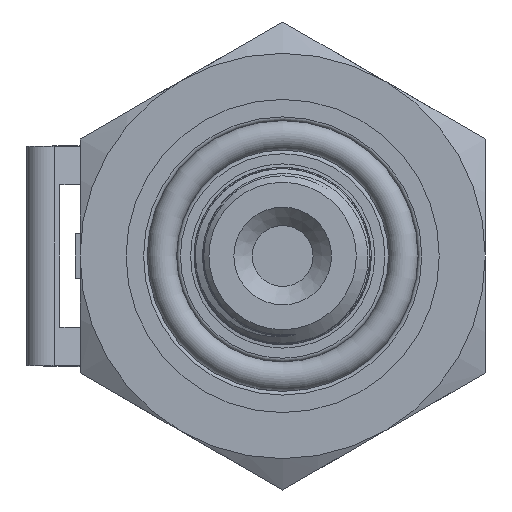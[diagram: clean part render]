
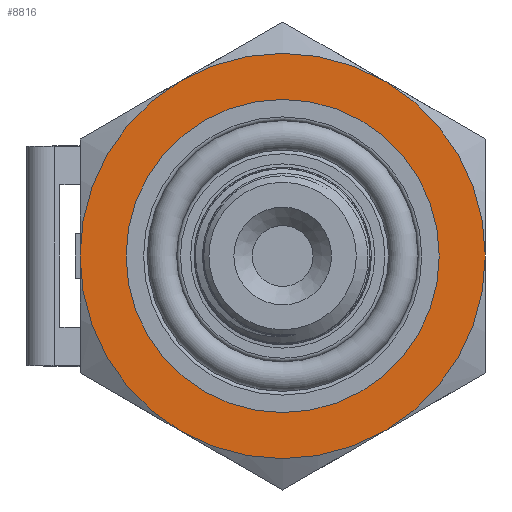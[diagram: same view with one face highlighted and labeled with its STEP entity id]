
A CAD part, left-side view. The second image highlights one B-rep face of the part: STEP entity #8816.
In plain terms, the highlighted planar face has unit normal (-1, 0, 0).
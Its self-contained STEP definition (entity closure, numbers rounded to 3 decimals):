
#422=PLANE('',#9176);
#580=FACE_BOUND('',#1495,.T.);
#951=FACE_OUTER_BOUND('',#1494,.T.);
#1494=EDGE_LOOP('',(#7504,#7505,#7506,#7507,#7508,#7509));
#1495=EDGE_LOOP('',(#7510));
#1756=CIRCLE('',#9141,11.);
#1757=CIRCLE('',#9143,11.);
#1758=CIRCLE('',#9145,11.);
#1759=CIRCLE('',#9147,11.);
#1760=CIRCLE('',#9149,11.);
#1761=CIRCLE('',#9151,11.);
#1770=CIRCLE('',#9175,8.5);
#4124=VERTEX_POINT('',#19626);
#4125=VERTEX_POINT('',#19630);
#4127=VERTEX_POINT('',#19637);
#4129=VERTEX_POINT('',#19647);
#4131=VERTEX_POINT('',#19660);
#4133=VERTEX_POINT('',#19670);
#4149=VERTEX_POINT('',#22162);
#5274=EDGE_CURVE('',#4124,#4125,#1756,.T.);
#5277=EDGE_CURVE('',#4127,#4124,#1757,.T.);
#5280=EDGE_CURVE('',#4129,#4127,#1758,.T.);
#5282=EDGE_CURVE('',#4131,#4129,#1759,.T.);
#5285=EDGE_CURVE('',#4133,#4131,#1760,.T.);
#5288=EDGE_CURVE('',#4125,#4133,#1761,.T.);
#5323=EDGE_CURVE('',#4149,#4149,#1770,.T.);
#7504=ORIENTED_EDGE('',*,*,#5288,.T.);
#7505=ORIENTED_EDGE('',*,*,#5285,.T.);
#7506=ORIENTED_EDGE('',*,*,#5282,.T.);
#7507=ORIENTED_EDGE('',*,*,#5280,.T.);
#7508=ORIENTED_EDGE('',*,*,#5277,.T.);
#7509=ORIENTED_EDGE('',*,*,#5274,.T.);
#7510=ORIENTED_EDGE('',*,*,#5323,.T.);
#8816=ADVANCED_FACE('',(#951,#580),#422,.T.);
#9141=AXIS2_PLACEMENT_3D('',#19634,#9971,#9972);
#9143=AXIS2_PLACEMENT_3D('',#19644,#9975,#9976);
#9145=AXIS2_PLACEMENT_3D('',#19654,#9979,#9980);
#9147=AXIS2_PLACEMENT_3D('',#19661,#9983,#9984);
#9149=AXIS2_PLACEMENT_3D('',#19671,#9987,#9988);
#9151=AXIS2_PLACEMENT_3D('',#19680,#9991,#9992);
#9175=AXIS2_PLACEMENT_3D('',#22163,#10045,#10046);
#9176=AXIS2_PLACEMENT_3D('',#22165,#10048,#10049);
#9971=DIRECTION('center_axis',(-1.,0.,0.));
#9972=DIRECTION('ref_axis',(0.,1.,0.));
#9975=DIRECTION('center_axis',(-1.,0.,0.));
#9976=DIRECTION('ref_axis',(0.,1.,0.));
#9979=DIRECTION('center_axis',(-1.,0.,0.));
#9980=DIRECTION('ref_axis',(0.,1.,0.));
#9983=DIRECTION('center_axis',(-1.,0.,0.));
#9984=DIRECTION('ref_axis',(0.,1.,0.));
#9987=DIRECTION('center_axis',(-1.,0.,0.));
#9988=DIRECTION('ref_axis',(0.,1.,0.));
#9991=DIRECTION('center_axis',(-1.,0.,0.));
#9992=DIRECTION('ref_axis',(0.,1.,0.));
#10045=DIRECTION('center_axis',(1.,0.,0.));
#10046=DIRECTION('ref_axis',(0.,0.,-1.));
#10048=DIRECTION('center_axis',(-1.,0.,0.));
#10049=DIRECTION('ref_axis',(0.,0.,1.));
#19626=CARTESIAN_POINT('',(-29.7,-11.,0.));
#19630=CARTESIAN_POINT('',(-29.7,-5.5,9.526));
#19634=CARTESIAN_POINT('Origin',(-29.7,0.,
0.));
#19637=CARTESIAN_POINT('',(-29.7,-5.5,-9.526));
#19644=CARTESIAN_POINT('Origin',(-29.7,0.,
0.));
#19647=CARTESIAN_POINT('',(-29.7,5.5,-9.526));
#19654=CARTESIAN_POINT('Origin',(-29.7,0.,
0.));
#19660=CARTESIAN_POINT('',(-29.7,11.,0.));
#19661=CARTESIAN_POINT('Origin',(-29.7,0.,
0.));
#19670=CARTESIAN_POINT('',(-29.7,5.5,9.526));
#19671=CARTESIAN_POINT('Origin',(-29.7,0.,
0.));
#19680=CARTESIAN_POINT('Origin',(-29.7,0.,
0.));
#22162=CARTESIAN_POINT('',(-29.7,-8.5,0.));
#22163=CARTESIAN_POINT('Origin',(-29.7,0.,
0.));
#22165=CARTESIAN_POINT('Origin',(-29.7,11.,0.));
